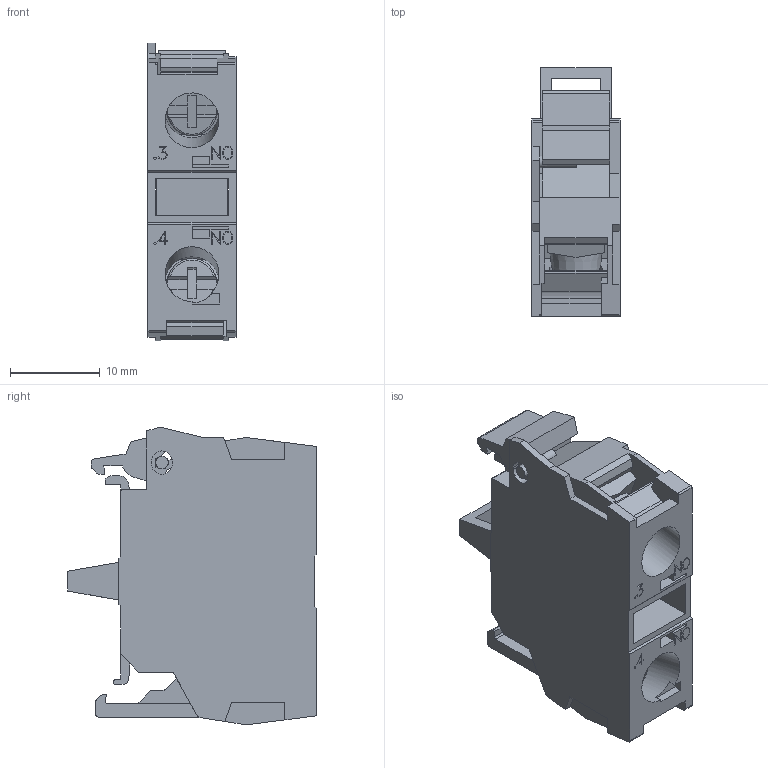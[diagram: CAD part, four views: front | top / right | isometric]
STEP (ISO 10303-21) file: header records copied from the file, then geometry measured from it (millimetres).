
FILE_DESCRIPTION( ( 'Unknown' ), '1' );
FILE_NAME( '1029_45-311.1Z10.stp', 'Unknown', ( 'Unknown' ), ( 'Unknown' ), 'PSStep 15.0.49', 'Unknown', ' ' );
FILE_SCHEMA( ( 'AUTOMOTIVE_DESIGN { 1 0 10303 214 1 1 1 1 }' ) );
Length unit declared in the file: millimetre
Products named in the file (1): 0
Bounding box: 9.8 x 27.7 x 33.15 mm (x, y, z)
Volume: 5243.5 mm3; surface area: 4567.8 mm2
Topology: 1 solids, 1 shells, 451 faces, 1302 edges, 866 vertices
Faces by surface type: plane 400, cylinder 45, torus 4, cone 2
Full cylindrical faces by diameter (mm): 1.4 x1, 3 x2, 6 x2
Entity records: 24688 total; most frequent: CARTESIAN_POINT 2648, ORIENTED_EDGE 2584, DIRECTION 2310, STYLED_ITEM 1743, PRESENTATION_STYLE_ASSIGNMENT 1743, COLOUR_RGB 1743, EDGE_CURVE 1292, CURVE_STYLE 1292
